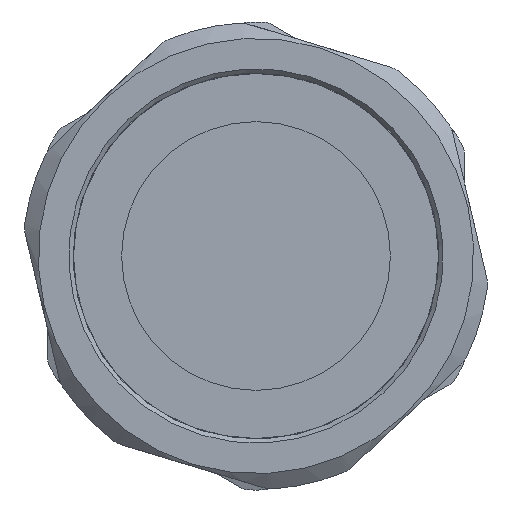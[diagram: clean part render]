
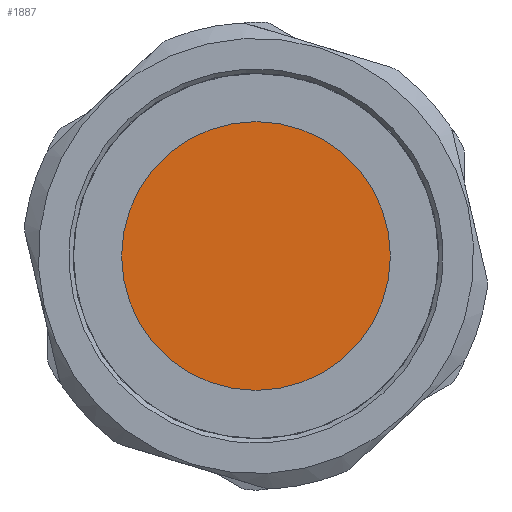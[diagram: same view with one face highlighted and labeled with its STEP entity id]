
A CAD part, front view. The second image highlights one B-rep face of the part: STEP entity #1887.
In plain terms, the highlighted planar face has unit normal (0, -1, 0).
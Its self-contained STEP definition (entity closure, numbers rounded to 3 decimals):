
#482=FACE_BOUND('',#689,.T.);
#580=FACE_OUTER_BOUND('',#688,.T.);
#688=EDGE_LOOP('',(#1751));
#689=EDGE_LOOP('',(#1752));
#758=CIRCLE('',#2079,21.35);
#759=CIRCLE('',#2080,21.336);
#940=VERTEX_POINT('',#3502);
#941=VERTEX_POINT('',#3504);
#1211=EDGE_CURVE('',#940,#940,#758,.T.);
#1212=EDGE_CURVE('',#941,#941,#759,.T.);
#1751=ORIENTED_EDGE('',*,*,#1211,.F.);
#1752=ORIENTED_EDGE('',*,*,#1212,.T.);
#1789=PLANE('',#2078);
#1887=ADVANCED_FACE('',(#580,#482),#1789,.T.);
#2078=AXIS2_PLACEMENT_3D('',#3501,#2502,#2503);
#2079=AXIS2_PLACEMENT_3D('',#3503,#2504,#2505);
#2080=AXIS2_PLACEMENT_3D('',#3505,#2506,#2507);
#2502=DIRECTION('center_axis',(0.,-1.,0.));
#2503=DIRECTION('ref_axis',(-0.729,0.,-0.684));
#2504=DIRECTION('center_axis',(0.,1.,0.));
#2505=DIRECTION('ref_axis',(0.684,0.,-0.729));
#2506=DIRECTION('center_axis',(0.,1.,0.));
#2507=DIRECTION('ref_axis',(-0.862,0.,0.507));
#3501=CARTESIAN_POINT('Origin',(-15.972,40.475,17.033));
#3502=CARTESIAN_POINT('',(-14.604,40.475,15.574));
#3503=CARTESIAN_POINT('Origin',(0.,40.475,0.));
#3504=CARTESIAN_POINT('',(18.387,40.475,-10.822));
#3505=CARTESIAN_POINT('Origin',(0.,40.475,
0.));
